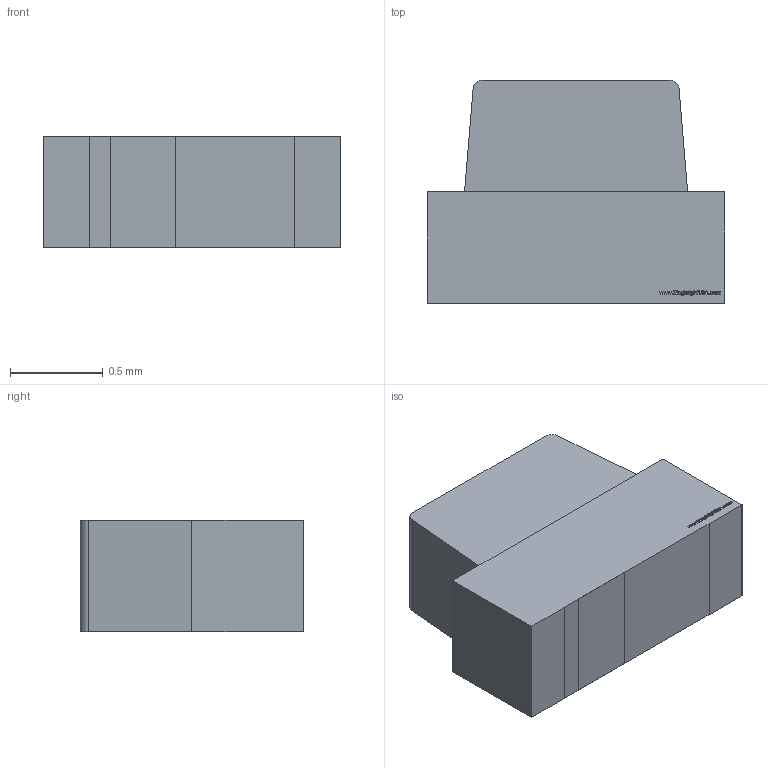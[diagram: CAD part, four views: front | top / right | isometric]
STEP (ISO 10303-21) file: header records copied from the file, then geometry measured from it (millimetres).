
FILE_DESCRIPTION (( 'STEP AP214' ), '1' );
FILE_NAME ('APA1606.STEP', '2008-09-03T16:50:59', ( '' ), ( '' ), 'SwSTEP 2.0', 'SolidWorks 2008', '' );
FILE_SCHEMA (( 'AUTOMOTIVE_DESIGN' ));
Length unit declared in the file: millimetre
Products named in the file (1): APA1606
Bounding box: 1.6 x 1.2 x 0.6 mm (x, y, z)
Volume: 1 mm3; surface area: 8.5 mm2
Topology: 3 solids, 3 shells, 315 faces, 843 edges, 562 vertices
Faces by surface type: plane 197, bspline 116, cylinder 2
Entity records: 18692 total; most frequent: CARTESIAN_POINT 8109, ORIENTED_EDGE 1686, DIRECTION 1015, EDGE_CURVE 843, LINE 607, VECTOR 607, VERTEX_POINT 562, EDGE_LOOP 343
